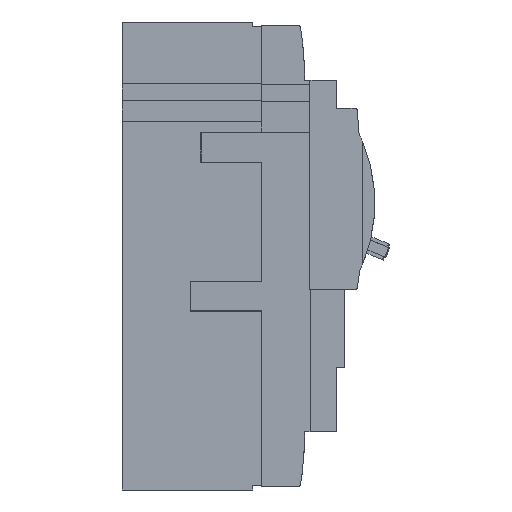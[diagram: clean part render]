
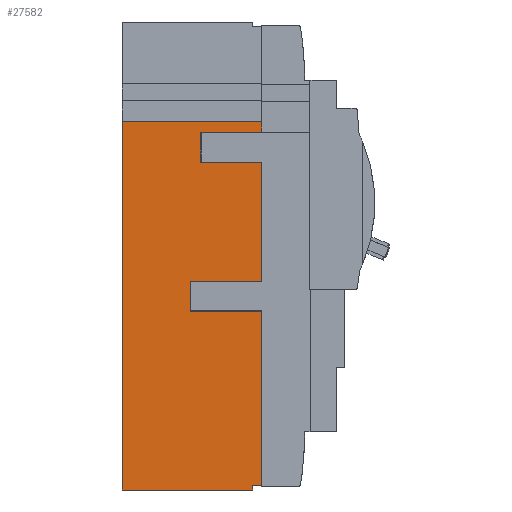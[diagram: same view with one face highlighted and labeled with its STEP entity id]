
A CAD part, left-side view. The second image highlights one B-rep face of the part: STEP entity #27582.
In plain terms, the highlighted planar face has unit normal (-1, 0, 0).
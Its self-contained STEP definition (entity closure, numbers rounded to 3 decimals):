
#13628=VERTEX_POINT('',#40486);
#13648=EDGE_CURVE('',#19144,#17366,#40508,.T.);
#13698=EDGE_CURVE('',#26040,#38196,#40562,.T.);
#13882=VERTEX_POINT('',#40764);
#14510=EDGE_CURVE('',#40090,#29874,#41472,.T.);
#14980=EDGE_CURVE('',#38196,#24272,#42000,.T.);
#16168=EDGE_CURVE('',#19144,#13628,#43298,.T.);
#16174=EDGE_CURVE('',#16664,#33342,#43305,.T.);
#16664=VERTEX_POINT('',#43844);
#16878=VERTEX_POINT('',#44070);
#17366=VERTEX_POINT('',#44600);
#19144=VERTEX_POINT('',#46557);
#21062=EDGE_CURVE('',#33342,#38908,#48657,.T.);
#24186=EDGE_CURVE('',#13882,#26040,#52079,.T.);
#24272=VERTEX_POINT('',#52170);
#26014=EDGE_CURVE('',#40090,#24272,#54097,.T.);
#26040=VERTEX_POINT('',#54125);
#26610=EDGE_CURVE('',#13882,#16878,#54751,.T.);
#27582=ADVANCED_FACE('',(#55810),#55811,.F.);
#29874=VERTEX_POINT('',#58319);
#33342=VERTEX_POINT('',#62120);
#34544=EDGE_CURVE('',#39002,#17366,#63461,.T.);
#38196=VERTEX_POINT('',#67452);
#38826=EDGE_CURVE('',#16878,#38908,#68137,.T.);
#38908=VERTEX_POINT('',#68230);
#39002=VERTEX_POINT('',#68338);
#39446=EDGE_CURVE('',#29874,#39002,#68817,.T.);
#39778=EDGE_CURVE('',#13628,#16664,#69171,.T.);
#40090=VERTEX_POINT('',#69519);
#40486=CARTESIAN_POINT('',(-52.45,-50.5,-88.905));
#40508=LINE('',#70038,#70039);
#40562=LINE('',#70110,#70111);
#40764=CARTESIAN_POINT('',(-52.45,-53.999,47.795));
#41472=LINE('',#71441,#71442);
#42000=LINE('',#72260,#72261);
#43298=LINE('',#74151,#74152);
#43305=LINE('',#74162,#74163);
#43844=CARTESIAN_POINT('',(-52.45,-50.5,-90.505));
#44070=CARTESIAN_POINT('',(-52.45,-53.999,51.995));
#44600=CARTESIAN_POINT('',(-52.45,-54.,-21.305));
#46557=CARTESIAN_POINT('',(-52.45,-54.,-88.905));
#48657=LINE('',#81941,#81942);
#52079=LINE('',#86841,#86842);
#52170=CARTESIAN_POINT('',(-52.45,-54.,36.195));
#54097=LINE('',#89749,#89750);
#54125=CARTESIAN_POINT('',(-52.45,-30.4,47.795));
#54751=LINE('',#90694,#90695);
#55810=FACE_OUTER_BOUND('',#92183,.T.);
#55811=PLANE('',#92184);
#58319=CARTESIAN_POINT('',(-52.45,-26.4,-9.705));
#62120=CARTESIAN_POINT('',(-52.45,0.0,-90.505));
#63461=LINE('',#103147,#103148);
#67452=CARTESIAN_POINT('',(-52.45,-30.4,36.195));
#68137=LINE('',#109916,#109917);
#68230=CARTESIAN_POINT('',(-52.45,0.0,51.995));
#68338=CARTESIAN_POINT('',(-52.45,-26.4,-21.305));
#68817=LINE('',#110867,#110868);
#69171=LINE('',#111388,#111389);
#69519=CARTESIAN_POINT('',(-52.45,-54.,-9.705));
#70038=CARTESIAN_POINT('',(-52.45,-54.,-43.521));
#70039=VECTOR('',#112393,1.0);
#70110=CARTESIAN_POINT('',(-52.45,-30.4,47.795));
#70111=VECTOR('',#112457,1.0);
#71441=CARTESIAN_POINT('',(-52.45,-54.0,-9.705));
#71442=VECTOR('',#113679,1.0);
#72260=CARTESIAN_POINT('',(-52.45,-30.4,36.195));
#72261=VECTOR('',#114314,1.0);
#74151=CARTESIAN_POINT('',(-52.45,-54.0,-88.905));
#74152=VECTOR('',#115619,1.0);
#74162=CARTESIAN_POINT('',(-52.45,-50.5,-90.505));
#74163=VECTOR('',#115630,1.0);
#81941=CARTESIAN_POINT('',(-52.45,0.0,-90.505));
#81942=VECTOR('',#121384,1.0);
#86841=CARTESIAN_POINT('',(-52.45,-54.0,47.795));
#86842=VECTOR('',#124965,1.0);
#89749=CARTESIAN_POINT('',(-52.45,-54.,-3.921));
#89750=VECTOR('',#127313,1.0);
#90694=CARTESIAN_POINT('',(-52.45,-53.999,26.979));
#90695=VECTOR('',#127972,1.0);
#92183=EDGE_LOOP('',(#129067,#129068,#129069,#129070,#129071,#129072,#129073,#129074,#129075,#129076,#129077,#129078,#129079,#129080));
#92184=AXIS2_PLACEMENT_3D('',#129081,#129082,#129083);
#103147=CARTESIAN_POINT('',(-52.45,-26.4,-21.305));
#103148=VECTOR('',#137276,1.0);
#109916=CARTESIAN_POINT('',(-52.45,-12.744,51.995));
#109917=VECTOR('',#141941,1.0);
#110867=CARTESIAN_POINT('',(-52.45,-26.4,-9.705));
#110868=VECTOR('',#142677,1.0);
#111388=CARTESIAN_POINT('',(-52.45,-50.5,-88.905));
#111389=VECTOR('',#142999,1.0);
#112393=DIRECTION('',(0.0,0.0,1.0));
#112457=DIRECTION('',(0.0,0.0,-1.0));
#113679=DIRECTION('',(0.0,1.0,0.0));
#114314=DIRECTION('',(0.0,-1.0,0.0));
#115619=DIRECTION('',(0.0,1.0,0.0));
#115630=DIRECTION('',(0.0,1.0,0.0));
#121384=DIRECTION('',(0.0,0.0,1.0));
#124965=DIRECTION('',(0.0,1.0,0.0));
#127313=DIRECTION('',(0.0,0.0,1.0));
#127972=DIRECTION('',(0.0,0.0,1.0));
#129067=ORIENTED_EDGE('',*,*,#13648,.T.);
#129068=ORIENTED_EDGE('',*,*,#34544,.F.);
#129069=ORIENTED_EDGE('',*,*,#39446,.F.);
#129070=ORIENTED_EDGE('',*,*,#14510,.F.);
#129071=ORIENTED_EDGE('',*,*,#26014,.T.);
#129072=ORIENTED_EDGE('',*,*,#14980,.F.);
#129073=ORIENTED_EDGE('',*,*,#13698,.F.);
#129074=ORIENTED_EDGE('',*,*,#24186,.F.);
#129075=ORIENTED_EDGE('',*,*,#26610,.T.);
#129076=ORIENTED_EDGE('',*,*,#38826,.T.);
#129077=ORIENTED_EDGE('',*,*,#21062,.F.);
#129078=ORIENTED_EDGE('',*,*,#16174,.F.);
#129079=ORIENTED_EDGE('',*,*,#39778,.F.);
#129080=ORIENTED_EDGE('',*,*,#16168,.F.);
#129081=CARTESIAN_POINT('',(-52.45,-28.469,1.963));
#129082=DIRECTION('',(1.0,0.0,0.0));
#129083=DIRECTION('',(0.0,1.0,0.0));
#137276=DIRECTION('',(0.0,-1.0,0.0));
#141941=DIRECTION('',(-0.0,1.0,0.0));
#142677=DIRECTION('',(0.0,0.0,-1.0));
#142999=DIRECTION('',(0.0,0.0,-1.0));
